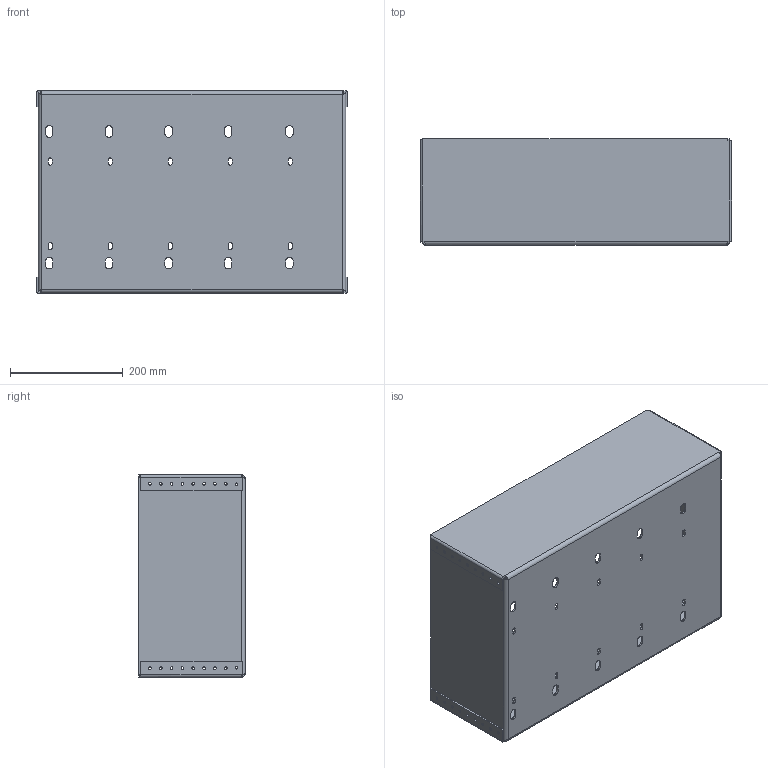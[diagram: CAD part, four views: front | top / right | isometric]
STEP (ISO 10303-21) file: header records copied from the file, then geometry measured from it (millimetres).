
FILE_DESCRIPTION (( 'STEP AP203' ), '1' );
FILE_NAME ('Accumulator_Container_OnePieceSCS.STEP', '2024-12-03T05:11:37', ( '' ), ( '' ), 'SwSTEP 2.0', 'SolidWorks 2024', '' );
FILE_SCHEMA (( 'CONFIG_CONTROL_DESIGN' ));
Length unit declared in the file: inch
Products named in the file (1): Accumulator_Container_OnePieceSCS
Bounding box: 551.32 x 188.2 x 358.43 mm (x, y, z)
Volume: 1717726.3 mm3; surface area: 1092554.2 mm2
Topology: 1 solids, 1 shells, 390 faces, 1100 edges, 712 vertices
Faces by surface type: cylinder 266, plane 114, bspline 10
Entity records: 13935 total; most frequent: CARTESIAN_POINT 2925, DIRECTION 2354, ORIENTED_EDGE 2200, EDGE_CURVE 1100, AXIS2_PLACEMENT_3D 893, VERTEX_POINT 712, EDGE_LOOP 610, LINE 568
